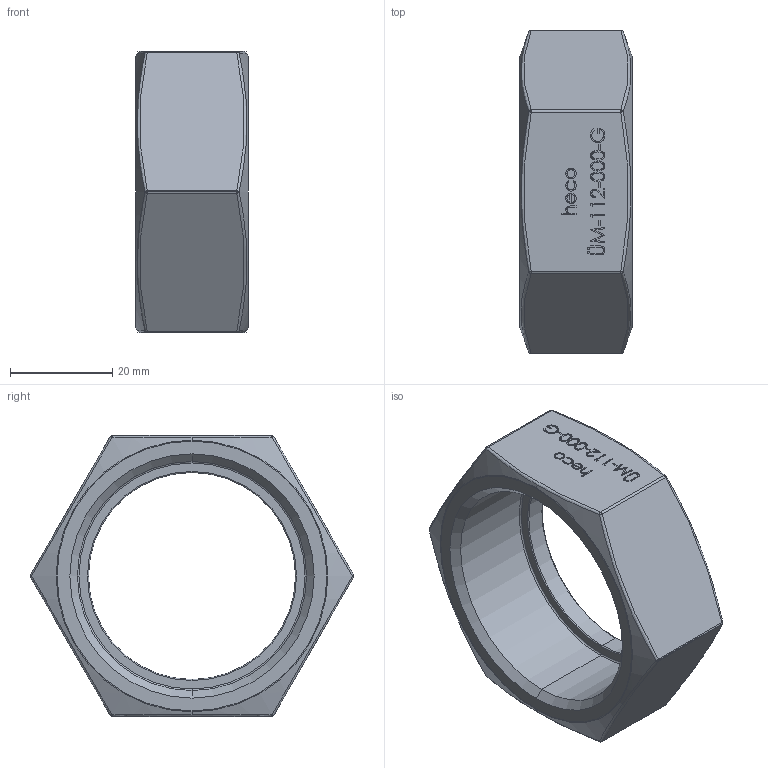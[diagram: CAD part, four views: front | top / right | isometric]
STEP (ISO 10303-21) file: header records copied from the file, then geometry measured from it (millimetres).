
FILE_DESCRIPTION (( 'STEP AP214' ), '1' );
FILE_NAME ('ÜM-112-000-G Überwurfmutter.STEP', '2018-06-21T07:37:55', ( '' ), ( '' ), 'SwSTEP 2.0', 'SolidWorks 2016', '' );
FILE_SCHEMA (( 'AUTOMOTIVE_DESIGN' ));
Length unit declared in the file: millimetre
Products named in the file (1): ÜM-112-000-G Überwurfmutter
Bounding box: 22 x 63.35 x 55 mm (x, y, z)
Volume: 23420.2 mm3; surface area: 9415.4 mm2
Topology: 1 solids, 1 shells, 295 faces, 747 edges, 480 vertices
Faces by surface type: bspline 139, plane 117, sphere 12, cylinder 11, torus 10, cone 6
Entity records: 18311 total; most frequent: CARTESIAN_POINT 10202, ORIENTED_EDGE 1482, DIRECTION 845, EDGE_CURVE 741, VERTEX_POINT 478, VECTOR 387, LINE 387, EDGE_LOOP 327
